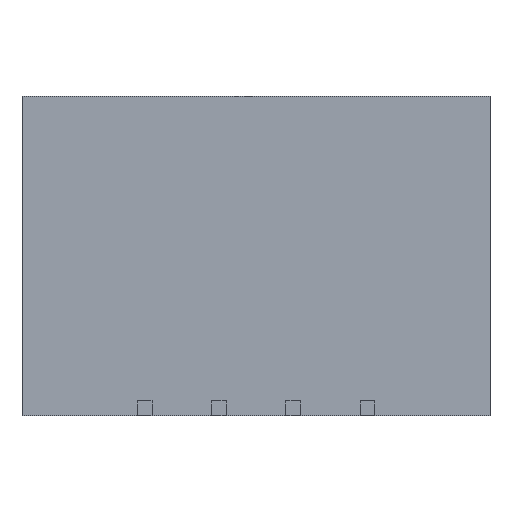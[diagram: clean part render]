
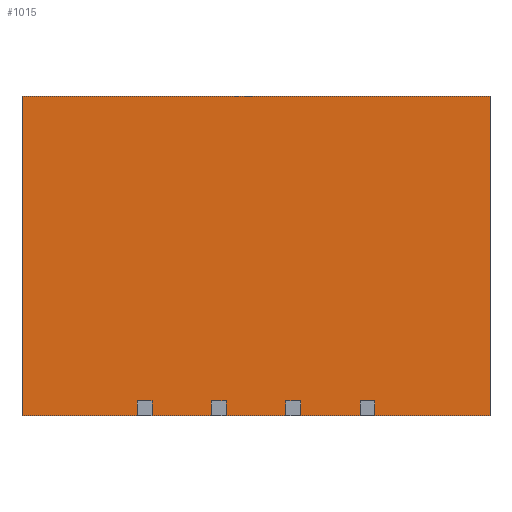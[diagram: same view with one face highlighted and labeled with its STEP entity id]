
A CAD part, front view. The second image highlights one B-rep face of the part: STEP entity #1015.
In plain terms, the highlighted planar face has unit normal (0, -1, 0).
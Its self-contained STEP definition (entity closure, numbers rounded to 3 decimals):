
#61=FACE_OUTER_BOUND('',#120,.T.);
#120=EDGE_LOOP('',(#723,#724,#725,#726));
#203=LINE('',#1511,#331);
#204=LINE('',#1513,#332);
#205=LINE('',#1515,#333);
#206=LINE('',#1516,#334);
#331=VECTOR('',#1220,10.);
#332=VECTOR('',#1221,10.);
#333=VECTOR('',#1222,10.);
#334=VECTOR('',#1223,10.);
#447=VERTEX_POINT('',#1509);
#448=VERTEX_POINT('',#1510);
#449=VERTEX_POINT('',#1512);
#450=VERTEX_POINT('',#1514);
#555=EDGE_CURVE('',#447,#448,#203,.T.);
#556=EDGE_CURVE('',#448,#449,#204,.T.);
#557=EDGE_CURVE('',#450,#449,#205,.T.);
#558=EDGE_CURVE('',#447,#450,#206,.T.);
#723=ORIENTED_EDGE('',*,*,#555,.T.);
#724=ORIENTED_EDGE('',*,*,#556,.T.);
#725=ORIENTED_EDGE('',*,*,#557,.F.);
#726=ORIENTED_EDGE('',*,*,#558,.F.);
#964=PLANE('',#1092);
#1015=ADVANCED_FACE('',(#61),#964,.T.);
#1092=AXIS2_PLACEMENT_3D('',#1508,#1218,#1219);
#1218=DIRECTION('center_axis',(0.,-1.,0.));
#1219=DIRECTION('ref_axis',(1.,0.,0.));
#1220=DIRECTION('',(1.,0.,0.));
#1221=DIRECTION('',(0.,0.,1.));
#1222=DIRECTION('',(1.,0.,0.));
#1223=DIRECTION('',(0.,0.,1.));
#1508=CARTESIAN_POINT('Origin',(-3.15,-1.4,0.));
#1509=CARTESIAN_POINT('',(-3.15,-1.4,0.));
#1510=CARTESIAN_POINT('',(3.15,-1.4,0.));
#1511=CARTESIAN_POINT('',(-3.15,-1.4,0.));
#1512=CARTESIAN_POINT('',(3.15,-1.4,4.3));
#1513=CARTESIAN_POINT('',(3.15,-1.4,0.));
#1514=CARTESIAN_POINT('',(-3.15,-1.4,4.3));
#1515=CARTESIAN_POINT('',(-3.15,-1.4,4.3));
#1516=CARTESIAN_POINT('',(-3.15,-1.4,0.));
